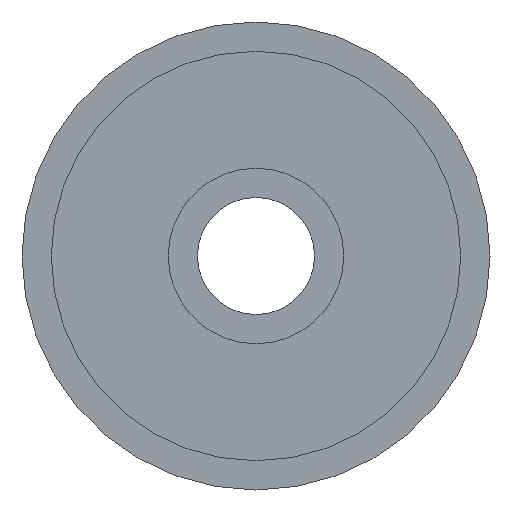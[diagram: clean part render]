
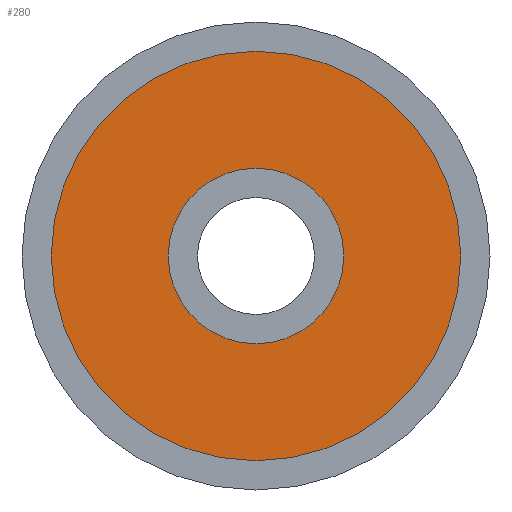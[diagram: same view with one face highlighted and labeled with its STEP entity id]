
A CAD part, left-side view. The second image highlights one B-rep face of the part: STEP entity #280.
In plain terms, the highlighted planar face has unit normal (-1, 0, 0).
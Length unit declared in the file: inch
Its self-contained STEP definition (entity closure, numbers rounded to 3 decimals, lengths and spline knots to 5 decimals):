
#1 = AXIS2_PLACEMENT_3D ( 'NONE', #323, #535, #599 ) ;
#11 = CARTESIAN_POINT ( 'NONE',  ( -0.25, 0., -0.75 ) ) ;
#62 = CARTESIAN_POINT ( 'NONE',  ( -0.25, 0., 0. ) ) ;
#67 = CIRCLE ( 'NONE', #1, 1.75 ) ;
#68 = FACE_OUTER_BOUND ( 'NONE', #578, .T. ) ;
#84 = DIRECTION ( 'NONE',  ( -1., 0., 0. ) ) ;
#125 = ORIENTED_EDGE ( 'NONE', *, *, #672, .F. ) ;
#149 = DIRECTION ( 'NONE',  ( -1., 0., 0. ) ) ;
#190 = EDGE_CURVE ( 'NONE', #404, #586, #67, .T. ) ;
#201 = EDGE_CURVE ( 'NONE', #473, #260, #610, .T. ) ;
#233 = DIRECTION ( 'NONE',  ( 1., 0., 0. ) ) ;
#260 = VERTEX_POINT ( 'NONE', #11 ) ;
#280 = ADVANCED_FACE ( 'NONE', ( #548, #68 ), #285, .F. ) ;
#284 = EDGE_LOOP ( 'NONE', ( #468, #125 ) ) ;
#285 = PLANE ( 'NONE',  #654 ) ;
#292 = CARTESIAN_POINT ( 'NONE',  ( -0.25, 0., 0. ) ) ;
#298 = DIRECTION ( 'NONE',  ( 0., 0., 1. ) ) ;
#305 = DIRECTION ( 'NONE',  ( 0., 0., 1. ) ) ;
#323 = CARTESIAN_POINT ( 'NONE',  ( -0.25, 0., 0. ) ) ;
#376 = DIRECTION ( 'NONE',  ( 0., 0., 1. ) ) ;
#383 = DIRECTION ( 'NONE',  ( -1., 0., 0. ) ) ;
#404 = VERTEX_POINT ( 'NONE', #547 ) ;
#424 = AXIS2_PLACEMENT_3D ( 'NONE', #522, #149, #298 ) ;
#447 = DIRECTION ( 'NONE',  ( 0., 0., -1. ) ) ;
#468 = ORIENTED_EDGE ( 'NONE', *, *, #201, .F. ) ;
#473 = VERTEX_POINT ( 'NONE', #577 ) ;
#499 = ORIENTED_EDGE ( 'NONE', *, *, #611, .T. ) ;
#500 = CARTESIAN_POINT ( 'NONE',  ( -0.25, 0.75, 0. ) ) ;
#507 = ORIENTED_EDGE ( 'NONE', *, *, #190, .T. ) ;
#522 = CARTESIAN_POINT ( 'NONE',  ( -0.25, 0., 0. ) ) ;
#535 = DIRECTION ( 'NONE',  ( -1., 0., 0. ) ) ;
#547 = CARTESIAN_POINT ( 'NONE',  ( -0.25, 0., 1.75 ) ) ;
#548 = FACE_BOUND ( 'NONE', #284, .T. ) ;
#569 = CIRCLE ( 'NONE', #424, 1.75 ) ;
#576 = CARTESIAN_POINT ( 'NONE',  ( -0.25, 0., -1.75 ) ) ;
#577 = CARTESIAN_POINT ( 'NONE',  ( -0.25, 0., 0.75 ) ) ;
#578 = EDGE_LOOP ( 'NONE', ( #507, #499 ) ) ;
#580 = AXIS2_PLACEMENT_3D ( 'NONE', #292, #84, #305 ) ;
#583 = AXIS2_PLACEMENT_3D ( 'NONE', #62, #383, #376 ) ;
#586 = VERTEX_POINT ( 'NONE', #576 ) ;
#599 = DIRECTION ( 'NONE',  ( 0., 0., 1. ) ) ;
#610 = CIRCLE ( 'NONE', #583, 0.75 ) ;
#611 = EDGE_CURVE ( 'NONE', #586, #404, #569, .T. ) ;
#652 = CIRCLE ( 'NONE', #580, 0.75 ) ;
#654 = AXIS2_PLACEMENT_3D ( 'NONE', #500, #233, #447 ) ;
#672 = EDGE_CURVE ( 'NONE', #260, #473, #652, .T. ) ;
